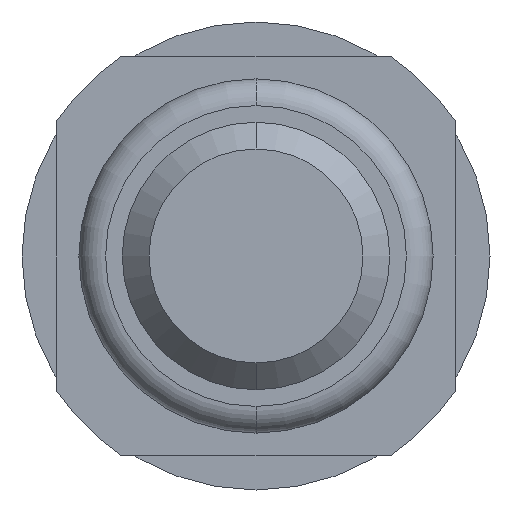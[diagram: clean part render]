
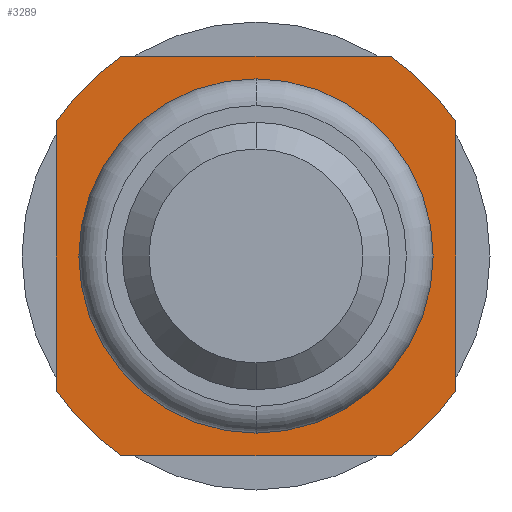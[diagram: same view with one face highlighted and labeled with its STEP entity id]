
A CAD part, front view. The second image highlights one B-rep face of the part: STEP entity #3289.
In plain terms, the highlighted planar face has unit normal (0, -1, 0).
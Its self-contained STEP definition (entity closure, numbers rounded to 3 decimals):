
#56 = DIRECTION ( 'NONE',  ( 0., 1., 0. ) ) ;
#146 = ORIENTED_EDGE ( 'NONE', *, *, #1676, .F. ) ;
#213 = VERTEX_POINT ( 'NONE', #2247 ) ;
#223 = VECTOR ( 'NONE', #2713, 1000. ) ;
#232 = CARTESIAN_POINT ( 'NONE',  ( 0., -2., 0. ) ) ;
#244 = ORIENTED_EDGE ( 'NONE', *, *, #2493, .T. ) ;
#254 = CARTESIAN_POINT ( 'NONE',  ( 0., -2., 0. ) ) ;
#284 = AXIS2_PLACEMENT_3D ( 'NONE', #254, #3367, #2545 ) ;
#294 = LINE ( 'NONE', #549, #1371 ) ;
#390 = VERTEX_POINT ( 'NONE', #2574 ) ;
#415 = ORIENTED_EDGE ( 'NONE', *, *, #1589, .F. ) ;
#454 = ORIENTED_EDGE ( 'NONE', *, *, #1866, .T. ) ;
#491 = DIRECTION ( 'NONE',  ( 0., 0., 1. ) ) ;
#532 = AXIS2_PLACEMENT_3D ( 'NONE', #1632, #2790, #491 ) ;
#549 = CARTESIAN_POINT ( 'NONE',  ( 1.495, -2., 0. ) ) ;
#608 = LINE ( 'NONE', #1875, #2956 ) ;
#610 = CARTESIAN_POINT ( 'NONE',  ( -1.495, -2., 0. ) ) ;
#651 = DIRECTION ( 'NONE',  ( 0., 0., 1. ) ) ;
#674 = ORIENTED_EDGE ( 'NONE', *, *, #2986, .F. ) ;
#680 = DIRECTION ( 'NONE',  ( 0., 0., 1. ) ) ;
#715 = EDGE_CURVE ( 'NONE', #390, #3600, #608, .T. ) ;
#719 = VERTEX_POINT ( 'NONE', #3291 ) ;
#733 = EDGE_LOOP ( 'NONE', ( #454, #244 ) ) ;
#783 = AXIS2_PLACEMENT_3D ( 'NONE', #1233, #56, #651 ) ;
#810 = DIRECTION ( 'NONE',  ( 0., 1., 0. ) ) ;
#924 = AXIS2_PLACEMENT_3D ( 'NONE', #963, #2705, #680 ) ;
#963 = CARTESIAN_POINT ( 'NONE',  ( 0., -2., 0. ) ) ;
#1066 = CARTESIAN_POINT ( 'NONE',  ( 1.495, -2., 1.002 ) ) ;
#1169 = CARTESIAN_POINT ( 'NONE',  ( -1.495, -2., 1.002 ) ) ;
#1193 = EDGE_CURVE ( 'NONE', #213, #2432, #1562, .T. ) ;
#1233 = CARTESIAN_POINT ( 'NONE',  ( 0., -2., 0. ) ) ;
#1282 = CIRCLE ( 'NONE', #2324, 1.8 ) ;
#1328 = CIRCLE ( 'NONE', #3302, 1.8 ) ;
#1335 = CARTESIAN_POINT ( 'NONE',  ( 0., -2., -1.325 ) ) ;
#1371 = VECTOR ( 'NONE', #2602, 1000. ) ;
#1378 = LINE ( 'NONE', #1527, #223 ) ;
#1474 = VECTOR ( 'NONE', #2312, 1000. ) ;
#1527 = CARTESIAN_POINT ( 'NONE',  ( 1.8, -2., -1.495 ) ) ;
#1562 = LINE ( 'NONE', #610, #1474 ) ;
#1581 = CARTESIAN_POINT ( 'NONE',  ( 1.8, -2., 0. ) ) ;
#1589 = EDGE_CURVE ( 'NONE', #3600, #3037, #1743, .T. ) ;
#1624 = DIRECTION ( 'NONE',  ( 0., 0., 1. ) ) ;
#1632 = CARTESIAN_POINT ( 'NONE',  ( 0., -2., 0. ) ) ;
#1663 = ORIENTED_EDGE ( 'NONE', *, *, #1919, .F. ) ;
#1676 = EDGE_CURVE ( 'NONE', #2035, #2404, #2337, .T. ) ;
#1709 = CARTESIAN_POINT ( 'NONE',  ( 0., -2., 0. ) ) ;
#1743 = CIRCLE ( 'NONE', #924, 1.8 ) ;
#1781 = ORIENTED_EDGE ( 'NONE', *, *, #715, .F. ) ;
#1866 = EDGE_CURVE ( 'NONE', #3250, #2879, #2958, .T. ) ;
#1875 = CARTESIAN_POINT ( 'NONE',  ( 1.8, -2., 1.495 ) ) ;
#1896 = DIRECTION ( 'NONE',  ( 0., 0., 1. ) ) ;
#1915 = CIRCLE ( 'NONE', #532, 1.325 ) ;
#1919 = EDGE_CURVE ( 'NONE', #2404, #719, #1378, .T. ) ;
#2035 = VERTEX_POINT ( 'NONE', #3309 ) ;
#2247 = CARTESIAN_POINT ( 'NONE',  ( -1.495, -2., -1.002 ) ) ;
#2279 = FACE_BOUND ( 'NONE', #733, .T. ) ;
#2312 = DIRECTION ( 'NONE',  ( 0., 0., 1. ) ) ;
#2324 = AXIS2_PLACEMENT_3D ( 'NONE', #232, #2514, #1624 ) ;
#2337 = CIRCLE ( 'NONE', #284, 1.8 ) ;
#2404 = VERTEX_POINT ( 'NONE', #2888 ) ;
#2432 = VERTEX_POINT ( 'NONE', #1169 ) ;
#2493 = EDGE_CURVE ( 'NONE', #2879, #3250, #1915, .T. ) ;
#2514 = DIRECTION ( 'NONE',  ( 0., 1., 0. ) ) ;
#2545 = DIRECTION ( 'NONE',  ( 0., 0., 1. ) ) ;
#2574 = CARTESIAN_POINT ( 'NONE',  ( -1.002, -2., 1.495 ) ) ;
#2602 = DIRECTION ( 'NONE',  ( 0., 0., -1. ) ) ;
#2705 = DIRECTION ( 'NONE',  ( 0., 1., 0. ) ) ;
#2713 = DIRECTION ( 'NONE',  ( -1., 0., 0. ) ) ;
#2790 = DIRECTION ( 'NONE',  ( 0., 1., 0. ) ) ;
#2826 = DIRECTION ( 'NONE',  ( 0., 0., 1. ) ) ;
#2879 = VERTEX_POINT ( 'NONE', #1335 ) ;
#2888 = CARTESIAN_POINT ( 'NONE',  ( 1.002, -2., -1.495 ) ) ;
#2942 = ORIENTED_EDGE ( 'NONE', *, *, #1193, .F. ) ;
#2944 = ORIENTED_EDGE ( 'NONE', *, *, #3091, .F. ) ;
#2956 = VECTOR ( 'NONE', #3017, 1000. ) ;
#2958 = CIRCLE ( 'NONE', #783, 1.325 ) ;
#2986 = EDGE_CURVE ( 'NONE', #719, #213, #1282, .T. ) ;
#3017 = DIRECTION ( 'NONE',  ( 1., 0., 0. ) ) ;
#3019 = PLANE ( 'NONE',  #3196 ) ;
#3037 = VERTEX_POINT ( 'NONE', #1066 ) ;
#3045 = CARTESIAN_POINT ( 'NONE',  ( 0., -2., 1.325 ) ) ;
#3091 = EDGE_CURVE ( 'NONE', #2432, #390, #1328, .T. ) ;
#3196 = AXIS2_PLACEMENT_3D ( 'NONE', #1581, #3313, #1896 ) ;
#3225 = EDGE_LOOP ( 'NONE', ( #3699, #415, #1781, #2944, #2942, #674, #1663, #146 ) ) ;
#3250 = VERTEX_POINT ( 'NONE', #3045 ) ;
#3289 = ADVANCED_FACE ( 'NONE', ( #2279, #3544 ), #3019, .F. ) ;
#3291 = CARTESIAN_POINT ( 'NONE',  ( -1.002, -2., -1.495 ) ) ;
#3302 = AXIS2_PLACEMENT_3D ( 'NONE', #1709, #810, #2826 ) ;
#3309 = CARTESIAN_POINT ( 'NONE',  ( 1.495, -2., -1.002 ) ) ;
#3313 = DIRECTION ( 'NONE',  ( 0., 1., 0. ) ) ;
#3367 = DIRECTION ( 'NONE',  ( 0., 1., 0. ) ) ;
#3511 = EDGE_CURVE ( 'NONE', #3037, #2035, #294, .T. ) ;
#3513 = CARTESIAN_POINT ( 'NONE',  ( 1.002, -2., 1.495 ) ) ;
#3544 = FACE_OUTER_BOUND ( 'NONE', #3225, .T. ) ;
#3600 = VERTEX_POINT ( 'NONE', #3513 ) ;
#3699 = ORIENTED_EDGE ( 'NONE', *, *, #3511, .F. ) ;
